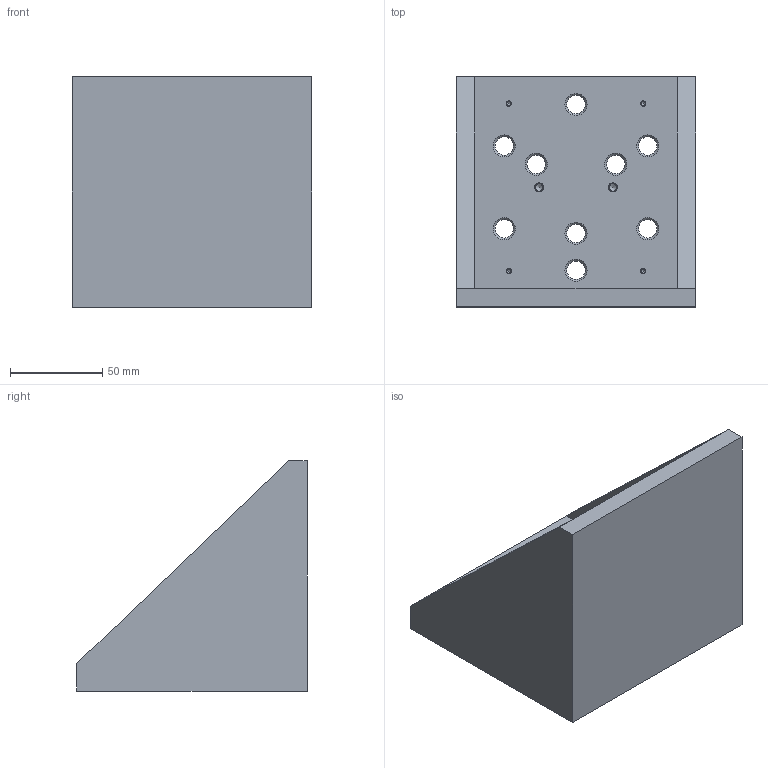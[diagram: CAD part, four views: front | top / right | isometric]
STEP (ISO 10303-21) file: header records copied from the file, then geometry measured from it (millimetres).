
FILE_DESCRIPTION(('STEP AP242'), '1');
FILE_NAME('PS_new_3', '', ('UNSPECIFIED'), ('UNSPECIFIED'), 'C3D Converter', 'C3D Toolkit', '');
FILE_SCHEMA(('AP242_MANAGED_MODEL_BASED_3D_ENGINEERING_MIM_LF { 1 0 10303 442 1 1 4 }'));
Length unit declared in the file: millimetre
Bounding box: 130 x 125 x 125 mm (x, y, z)
Volume: 501833.4 mm3; surface area: 98381.1 mm2
Topology: 1 solids, 1 shells, 84 faces, 206 edges, 124 vertices
Faces by surface type: cone 45, cylinder 27, plane 12
Full cylindrical faces by diameter (mm): 2.2 x12, 4 x6, 10 x9
Entity records: 2681 total; most frequent: DIRECTION 376, CARTESIAN_POINT 307, ORIENTED_EDGE 232, AXIS2_PLACEMENT_3D 175, EDGE_LOOP 174, EDGE_CURVE 116, FACE_OUTER_BOUND 108, VERTEX_POINT 106
